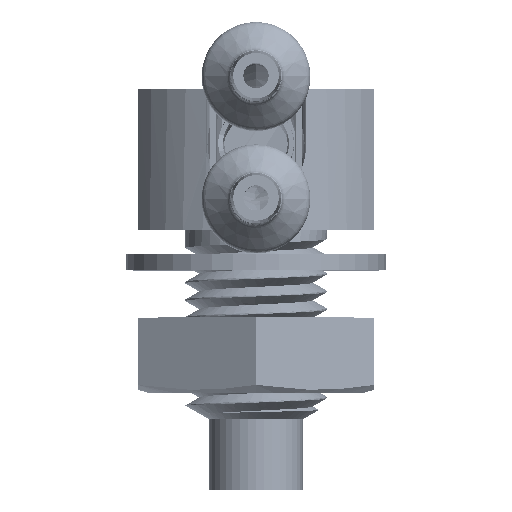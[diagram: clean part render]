
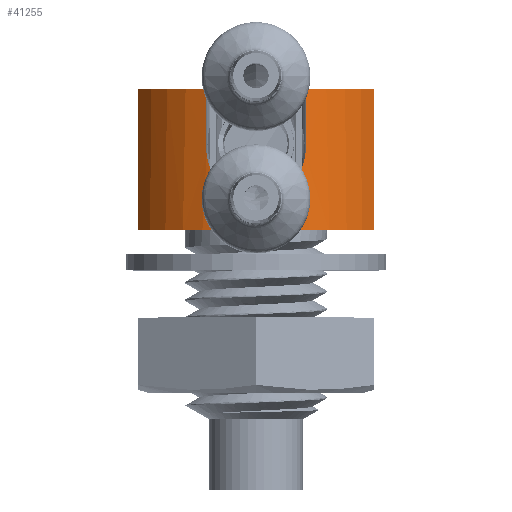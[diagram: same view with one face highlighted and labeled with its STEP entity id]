
A CAD part, top view. The second image highlights one B-rep face of the part: STEP entity #41255.
In plain terms, the highlighted cylindrical face has radius 5.753 mm (diameter 11.506 mm), a partial arc.
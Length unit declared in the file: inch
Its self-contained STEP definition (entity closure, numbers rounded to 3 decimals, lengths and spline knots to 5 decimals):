
#39507=CARTESIAN_POINT('',(0.,0.,0.));
#39508=DIRECTION('',(1.,0.,0.));
#39509=DIRECTION('',(0.,0.93,0.366));
#39510=AXIS2_PLACEMENT_3D('',#39507,#39508,#39509);
#39525=CARTESIAN_POINT('',(0.,0.,0.));
#39526=DIRECTION('',(1.,0.,0.));
#39527=DIRECTION('',(0.,0.493,-0.87));
#39528=AXIS2_PLACEMENT_3D('',#39525,#39526,#39527);
#39538=DIRECTION('',(-1.,0.,0.));
#39539=VECTOR('',#39538,0.1);
#39540=CARTESIAN_POINT('',(0.1,0.21074,0.083));
#39541=LINE('',#39540,#39539);
#39542=CARTESIAN_POINT('',(0.1,0.21074,-0.083));
#39543=CARTESIAN_POINT('',(0.10496,0.21074,-0.083));
#39544=CARTESIAN_POINT('',(0.1148,0.21109,
-0.08214));
#39545=CARTESIAN_POINT('',(0.12973,0.21267,
-0.07801));
#39546=CARTESIAN_POINT('',(0.14361,0.21508,
-0.07119));
#39547=CARTESIAN_POINT('',(0.15619,0.21801,
-0.06175));
#39548=CARTESIAN_POINT('',(0.1667,0.22099,
-0.05022));
#39549=CARTESIAN_POINT('',(0.17493,0.22364,
-0.03681));
#39550=CARTESIAN_POINT('',(0.18038,0.22554,
-0.0225));
#39551=CARTESIAN_POINT('',(0.18312,0.22654,
-0.00742));
#39552=CARTESIAN_POINT('',(0.18312,0.22654,
0.00743));
#39553=CARTESIAN_POINT('',(0.18038,0.22554,
0.02251));
#39554=CARTESIAN_POINT('',(0.17492,0.22364,
0.03682));
#39555=CARTESIAN_POINT('',(0.1667,0.22099,
0.05022));
#39556=CARTESIAN_POINT('',(0.15619,0.21801,
0.06175));
#39557=CARTESIAN_POINT('',(0.14361,0.21508,
0.07119));
#39558=CARTESIAN_POINT('',(0.12972,0.21267,
0.07801));
#39559=CARTESIAN_POINT('',(0.11479,0.21109,
0.08214));
#39560=CARTESIAN_POINT('',(0.10496,0.21074,0.083));
#39561=CARTESIAN_POINT('',(0.1,0.21074,0.083));
#39563=DIRECTION('',(-1.,0.,0.));
#39564=VECTOR('',#39563,0.1);
#39565=CARTESIAN_POINT('',(0.1,0.21074,-0.083));
#39566=LINE('',#39565,#39564);
#39567=DIRECTION('',(-1.,0.,0.));
#39568=VECTOR('',#39567,0.236);
#39569=CARTESIAN_POINT('',(0.236,0.11177,-0.197));
#39570=LINE('',#39569,#39568);
#39571=CARTESIAN_POINT('',(0.236,0.,0.));
#39572=DIRECTION('',(1.,0.,0.));
#39573=DIRECTION('',(0.,0.493,-0.87));
#39574=AXIS2_PLACEMENT_3D('',#39571,#39572,#39573);
#39576=DIRECTION('',(-1.,0.,0.));
#39577=VECTOR('',#39576,0.236);
#39578=CARTESIAN_POINT('',(0.236,0.11177,0.197));
#39579=LINE('',#39578,#39577);
#41067=CARTESIAN_POINT('',(0.236,0.11177,0.197));
#41069=VERTEX_POINT('',#41067);
#41072=CARTESIAN_POINT('',(0.236,0.11177,-0.197));
#41074=VERTEX_POINT('',#41072);
#41079=CARTESIAN_POINT('',(0.,0.11177,0.197));
#41080=VERTEX_POINT('',#41079);
#41081=CARTESIAN_POINT('',(0.,0.11177,-0.197));
#41082=VERTEX_POINT('',#41081);
#41083=CARTESIAN_POINT('',(0.,0.21074,0.083));
#41085=VERTEX_POINT('',#41083);
#41087=CARTESIAN_POINT('',(0.,0.21074,-0.083));
#41089=VERTEX_POINT('',#41087);
#41091=CARTESIAN_POINT('',(0.1,0.21074,0.083));
#41092=VERTEX_POINT('',#41091);
#41093=VERTEX_POINT('',#39542);
#41237=CARTESIAN_POINT('',(0.70245,0.,0.));
#41238=DIRECTION('',(-1.,0.,0.));
#41239=DIRECTION('',(0.,0.,-1.));
#41240=AXIS2_PLACEMENT_3D('',#41237,#41238,#41239);
#41241=CYLINDRICAL_SURFACE('',#41240,0.2265);
#41242=ORIENTED_EDGE('',*,*,#41218,.F.);
#41243=ORIENTED_EDGE('',*,*,#41228,.F.);
#41244=ORIENTED_EDGE('',*,*,#41179,.T.);
#41245=ORIENTED_EDGE('',*,*,#41202,.F.);
#41247=ORIENTED_EDGE('',*,*,#41246,.F.);
#41249=ORIENTED_EDGE('',*,*,#41248,.T.);
#41251=ORIENTED_EDGE('',*,*,#41250,.T.);
#41252=ORIENTED_EDGE('',*,*,#41194,.F.);
#41253=EDGE_LOOP('',(#41242,#41243,#41244,#41245,#41247,#41249,#41251,#41252));
#41254=FACE_OUTER_BOUND('',#41253,.F.);
#41255=ADVANCED_FACE('',(#41254),#41241,.T.);
#39511=CIRCLE('',#39510,0.2265);
#39529=CIRCLE('',#39528,0.2265);
#39562=B_SPLINE_CURVE_WITH_KNOTS('',3,(#39542,#39543,#39544,#39545,#39546,
#39547,#39548,#39549,#39550,#39551,#39552,#39553,#39554,#39555,#39556,#39557,
#39558,#39559,#39560,#39561),.UNSPECIFIED.,.F.,.F.,(4,1,1,1,1,1,1,1,1,1,1,1,1,1,
1,1,1,4),(0.,0.05882,0.11765,0.17647,
0.23529,0.29412,0.35294,0.41176,
0.47059,0.52941,0.58824,0.64706,
0.70588,0.76471,0.82353,0.88235,
0.94118,1.),.UNSPECIFIED.);
#39575=CIRCLE('',#39574,0.2265);
#41179=EDGE_CURVE('',#41093,#41089,#39566,.T.);
#41194=EDGE_CURVE('',#41085,#41080,#39511,.T.);
#41202=EDGE_CURVE('',#41082,#41089,#39529,.T.);
#41218=EDGE_CURVE('',#41092,#41085,#39541,.T.);
#41228=EDGE_CURVE('',#41093,#41092,#39562,.T.);
#41246=EDGE_CURVE('',#41074,#41082,#39570,.T.);
#41248=EDGE_CURVE('',#41074,#41069,#39575,.T.);
#41250=EDGE_CURVE('',#41069,#41080,#39579,.T.);
